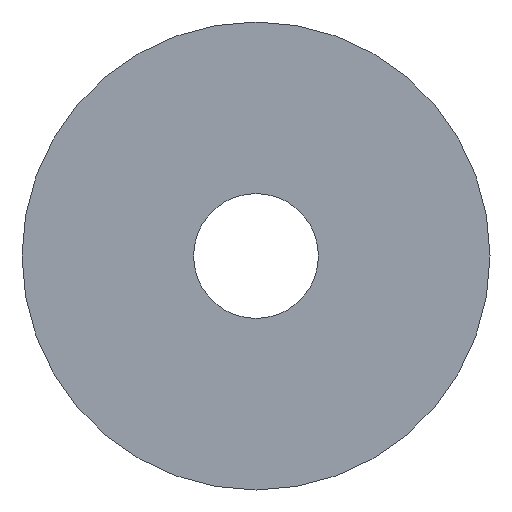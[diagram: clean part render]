
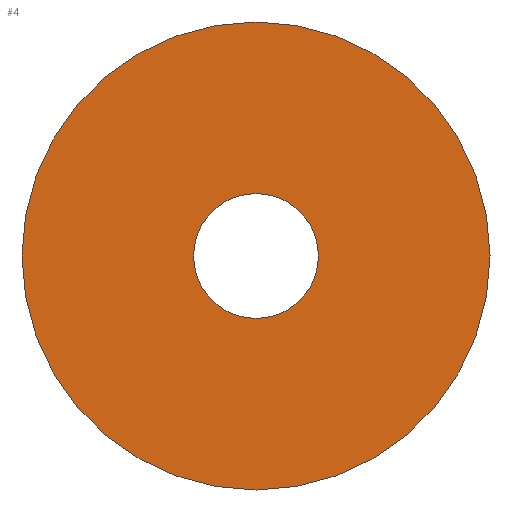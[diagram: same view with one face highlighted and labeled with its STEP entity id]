
A CAD part, front view. The second image highlights one B-rep face of the part: STEP entity #4.
In plain terms, the highlighted planar face has unit normal (0, -1, 0).
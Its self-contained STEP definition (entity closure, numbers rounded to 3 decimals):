
#4 = ADVANCED_FACE ( 'NONE', ( #61, #59 ), #155, .F. ) ;
#47 = CIRCLE ( 'NONE', #186, 60. ) ;
#50 = CIRCLE ( 'NONE', #205, 16. ) ;
#57 = CIRCLE ( 'NONE', #191, 16. ) ;
#59 = FACE_BOUND ( 'NONE', #220, .T. ) ;
#61 = FACE_OUTER_BOUND ( 'NONE', #221, .T. ) ;
#67 = CIRCLE ( 'NONE', #181, 60. ) ;
#73 = DIRECTION ( 'NONE',  ( 0., 1., 0. ) ) ;
#74 = VERTEX_POINT ( 'NONE', #119 ) ;
#75 = CARTESIAN_POINT ( 'NONE',  ( 0., 0., 60. ) ) ;
#77 = VERTEX_POINT ( 'NONE', #75 ) ;
#86 = DIRECTION ( 'NONE',  ( 0., 1., 0. ) ) ;
#91 = CARTESIAN_POINT ( 'NONE',  ( 0., 0., 0. ) ) ;
#94 = DIRECTION ( 'NONE',  ( 0., 1., 0. ) ) ;
#98 = DIRECTION ( 'NONE',  ( 0., 0., 1. ) ) ;
#115 = CARTESIAN_POINT ( 'NONE',  ( 0., 0., 16. ) ) ;
#118 = DIRECTION ( 'NONE',  ( 0., 0., 1. ) ) ;
#119 = CARTESIAN_POINT ( 'NONE',  ( 0., 0., -60. ) ) ;
#121 = CARTESIAN_POINT ( 'NONE',  ( 0., 0., 0. ) ) ;
#127 = DIRECTION ( 'NONE',  ( 0., 1., 0. ) ) ;
#130 = DIRECTION ( 'NONE',  ( 0., 0., 1. ) ) ;
#132 = CARTESIAN_POINT ( 'NONE',  ( 0., 0., -16. ) ) ;
#136 = CARTESIAN_POINT ( 'NONE',  ( 0., 0., 0. ) ) ;
#142 = DIRECTION ( 'NONE',  ( 0., 0., 1. ) ) ;
#147 = CARTESIAN_POINT ( 'NONE',  ( 0., 0., 0. ) ) ;
#149 = DIRECTION ( 'NONE',  ( 0., 1., 0. ) ) ;
#152 = DIRECTION ( 'NONE',  ( 0., 0., 1. ) ) ;
#155 = PLANE ( 'NONE',  #199 ) ;
#156 = VERTEX_POINT ( 'NONE', #115 ) ;
#159 = VERTEX_POINT ( 'NONE', #132 ) ;
#160 = CARTESIAN_POINT ( 'NONE',  ( 0., 0., 0. ) ) ;
#164 = EDGE_CURVE ( 'NONE', #74, #77, #67, .T. ) ;
#171 = EDGE_CURVE ( 'NONE', #159, #156, #50, .T. ) ;
#181 = AXIS2_PLACEMENT_3D ( 'NONE', #91, #94, #98 ) ;
#185 = EDGE_CURVE ( 'NONE', #156, #159, #57, .T. ) ;
#186 = AXIS2_PLACEMENT_3D ( 'NONE', #147, #73, #142 ) ;
#191 = AXIS2_PLACEMENT_3D ( 'NONE', #136, #149, #152 ) ;
#196 = EDGE_CURVE ( 'NONE', #77, #74, #47, .T. ) ;
#199 = AXIS2_PLACEMENT_3D ( 'NONE', #121, #127, #118 ) ;
#205 = AXIS2_PLACEMENT_3D ( 'NONE', #160, #86, #130 ) ;
#219 = ORIENTED_EDGE ( 'NONE', *, *, #164, .F. ) ;
#220 = EDGE_LOOP ( 'NONE', ( #227, #238 ) ) ;
#221 = EDGE_LOOP ( 'NONE', ( #219, #240 ) ) ;
#227 = ORIENTED_EDGE ( 'NONE', *, *, #171, .T. ) ;
#238 = ORIENTED_EDGE ( 'NONE', *, *, #185, .T. ) ;
#240 = ORIENTED_EDGE ( 'NONE', *, *, #196, .F. ) ;
